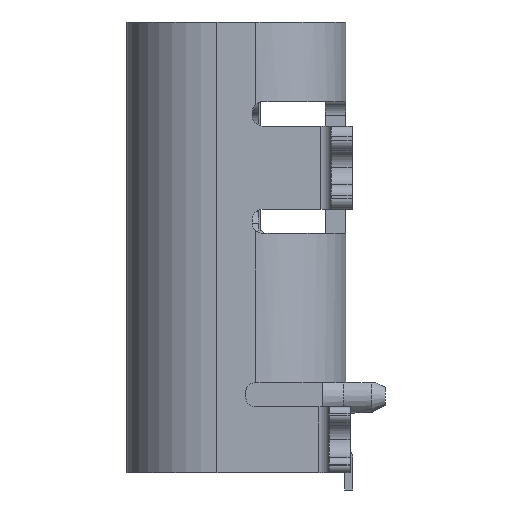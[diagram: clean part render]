
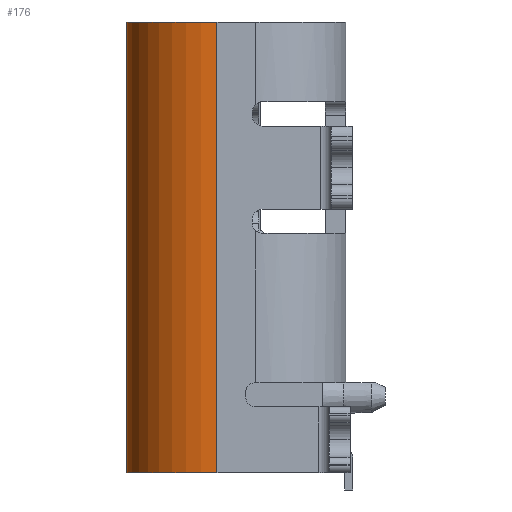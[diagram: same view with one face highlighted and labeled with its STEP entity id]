
A CAD part, left-side view. The second image highlights one B-rep face of the part: STEP entity #176.
In plain terms, the highlighted cylindrical face has radius 1.3 mm (diameter 2.6 mm), a partial arc.
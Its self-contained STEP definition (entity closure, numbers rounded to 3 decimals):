
#176=ADVANCED_FACE('',(#972),#973,.T.);
#972=FACE_OUTER_BOUND('',#2387,.T.);
#973=CYLINDRICAL_SURFACE('',#2388,1.3);
#2387=EDGE_LOOP('',(#4339,#4340,#4341,#4342));
#2388=AXIS2_PLACEMENT_3D('',#4343,#4344,#4345);
#4339=ORIENTED_EDGE('',*,*,#9962,.F.);
#4340=ORIENTED_EDGE('',*,*,#9963,.T.);
#4341=ORIENTED_EDGE('',*,*,#9964,.F.);
#4342=ORIENTED_EDGE('',*,*,#9965,.T.);
#4343=CARTESIAN_POINT('',(-3.17,0.28,-8.63));
#4344=DIRECTION('',(0.0,0.0,-1.0));
#4345=DIRECTION('',(1.0,0.0,0.0));
#9962=EDGE_CURVE('',#12157,#12158,#12159,.T.);
#9963=EDGE_CURVE('',#12157,#12160,#12161,.T.);
#9964=EDGE_CURVE('',#12162,#12160,#12163,.T.);
#9965=EDGE_CURVE('',#12162,#12158,#12164,.T.);
#12157=VERTEX_POINT('',#15669);
#12158=VERTEX_POINT('',#15670);
#12159=CIRCLE('',#15671,1.3);
#12160=VERTEX_POINT('',#15672);
#12161=LINE('',#15673,#15674);
#12162=VERTEX_POINT('',#15675);
#12163=CIRCLE('',#15676,1.3);
#12164=LINE('',#15677,#15678);
#15669=CARTESIAN_POINT('',(-4.47,0.28,-8.5));
#15670=CARTESIAN_POINT('',(-3.17,1.58,-8.5));
#15671=AXIS2_PLACEMENT_3D('',#20481,#20482,#20483);
#15672=CARTESIAN_POINT('',(-4.47,0.28,-2.0));
#15673=CARTESIAN_POINT('',(-4.47,0.28,-8.5));
#15674=VECTOR('',#20484,1000.0);
#15675=CARTESIAN_POINT('',(-3.17,1.58,-2.0));
#15676=AXIS2_PLACEMENT_3D('',#20485,#20486,#20487);
#15677=CARTESIAN_POINT('',(-3.17,1.58,-2.0));
#15678=VECTOR('',#20488,1000.0);
#20481=CARTESIAN_POINT('',(-3.17,0.28,-8.5));
#20482=DIRECTION('',(0.0,0.0,-1.0));
#20483=DIRECTION('',(-1.0,0.0,0.0));
#20484=DIRECTION('',(0.0,0.0,1.0));
#20485=CARTESIAN_POINT('',(-3.17,0.28,-2.0));
#20486=DIRECTION('',(0.0,-0.0,1.0));
#20487=DIRECTION('',(0.0,1.0,0.0));
#20488=DIRECTION('',(0.0,0.0,-1.0));
